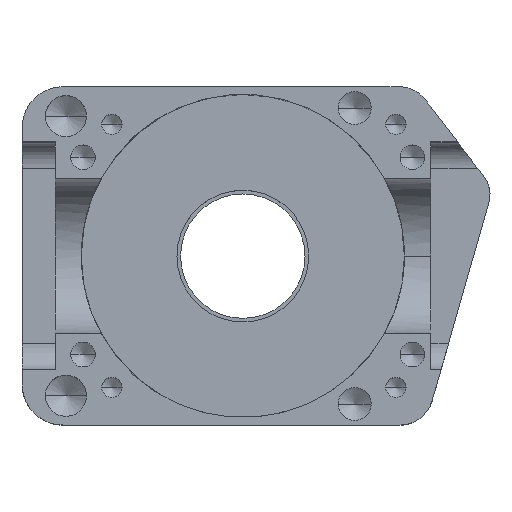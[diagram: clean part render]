
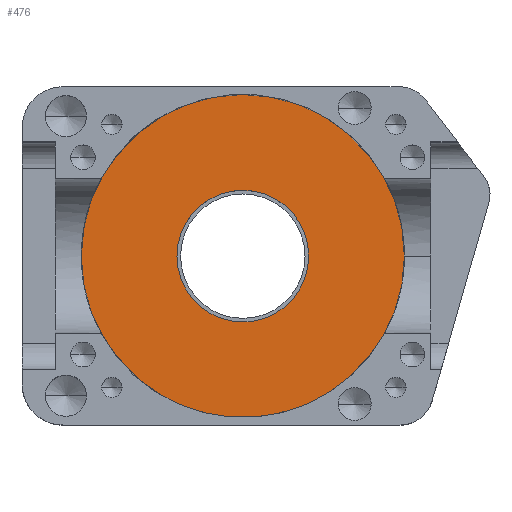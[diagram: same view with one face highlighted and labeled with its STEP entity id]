
A CAD part, top view. The second image highlights one B-rep face of the part: STEP entity #476.
In plain terms, the highlighted planar face has unit normal (0, 0, 1).
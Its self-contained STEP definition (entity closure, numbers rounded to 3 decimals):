
#100 = DIRECTION ( 'NONE',  ( -1., 0., 0. ) ) ;
#101 = EDGE_CURVE ( 'NONE', #934, #1821, #1873, .T. ) ;
#284 = FACE_BOUND ( 'NONE', #1093, .T. ) ;
#315 = CARTESIAN_POINT ( 'NONE',  ( 10.15, 2.361, 1.334 ) ) ;
#324 = CARTESIAN_POINT ( 'NONE',  ( -9.472, 2.361, 1.334 ) ) ;
#364 = DIRECTION ( 'NONE',  ( -1., 0., 0. ) ) ;
#418 = EDGE_CURVE ( 'NONE', #2813, #3290, #943, .T. ) ;
#476 = ADVANCED_FACE ( 'NONE', ( #1544, #284 ), #1066, .T. ) ;
#487 = EDGE_CURVE ( 'NONE', #1821, #934, #1664, .T. ) ;
#578 = DIRECTION ( 'NONE',  ( 1., 0., 0. ) ) ;
#598 = DIRECTION ( 'NONE',  ( 0., 0., -1. ) ) ;
#611 = AXIS2_PLACEMENT_3D ( 'NONE', #324, #598, #2154 ) ;
#617 = DIRECTION ( 'NONE',  ( 0., 0., -1. ) ) ;
#817 = AXIS2_PLACEMENT_3D ( 'NONE', #1295, #3211, #3193 ) ;
#879 = AXIS2_PLACEMENT_3D ( 'NONE', #3316, #617, #364 ) ;
#934 = VERTEX_POINT ( 'NONE', #315 ) ;
#943 = CIRCLE ( 'NONE', #817, 8. ) ;
#1007 = CARTESIAN_POINT ( 'NONE',  ( -1.472, 2.361, 1.334 ) ) ;
#1066 = PLANE ( 'NONE',  #3307 ) ;
#1093 = EDGE_LOOP ( 'NONE', ( #2061, #1971 ) ) ;
#1295 = CARTESIAN_POINT ( 'NONE',  ( -9.472, 2.361, 1.334 ) ) ;
#1527 = ORIENTED_EDGE ( 'NONE', *, *, #487, .F. ) ;
#1544 = FACE_OUTER_BOUND ( 'NONE', #2237, .T. ) ;
#1567 = CIRCLE ( 'NONE', #879, 8. ) ;
#1664 = CIRCLE ( 'NONE', #611, 19.622 ) ;
#1821 = VERTEX_POINT ( 'NONE', #2569 ) ;
#1868 = CARTESIAN_POINT ( 'NONE',  ( -9.472, 2.361, 1.334 ) ) ;
#1873 = CIRCLE ( 'NONE', #2395, 19.622 ) ;
#1930 = EDGE_CURVE ( 'NONE', #3290, #2813, #1567, .T. ) ;
#1971 = ORIENTED_EDGE ( 'NONE', *, *, #418, .T. ) ;
#2061 = ORIENTED_EDGE ( 'NONE', *, *, #1930, .T. ) ;
#2154 = DIRECTION ( 'NONE',  ( -1., 0., 0. ) ) ;
#2237 = EDGE_LOOP ( 'NONE', ( #1527, #2973 ) ) ;
#2395 = AXIS2_PLACEMENT_3D ( 'NONE', #2836, #2550, #100 ) ;
#2550 = DIRECTION ( 'NONE',  ( 0., 0., -1. ) ) ;
#2569 = CARTESIAN_POINT ( 'NONE',  ( -29.093, 2.361, 1.334 ) ) ;
#2813 = VERTEX_POINT ( 'NONE', #1007 ) ;
#2836 = CARTESIAN_POINT ( 'NONE',  ( -9.472, 2.361, 1.334 ) ) ;
#2875 = CARTESIAN_POINT ( 'NONE',  ( -17.472, 2.361, 1.334 ) ) ;
#2973 = ORIENTED_EDGE ( 'NONE', *, *, #101, .F. ) ;
#3010 = DIRECTION ( 'NONE',  ( 0., 0., 1. ) ) ;
#3193 = DIRECTION ( 'NONE',  ( -1., 0., 0. ) ) ;
#3211 = DIRECTION ( 'NONE',  ( 0., 0., -1. ) ) ;
#3290 = VERTEX_POINT ( 'NONE', #2875 ) ;
#3307 = AXIS2_PLACEMENT_3D ( 'NONE', #1868, #3010, #578 ) ;
#3316 = CARTESIAN_POINT ( 'NONE',  ( -9.472, 2.361, 1.334 ) ) ;
